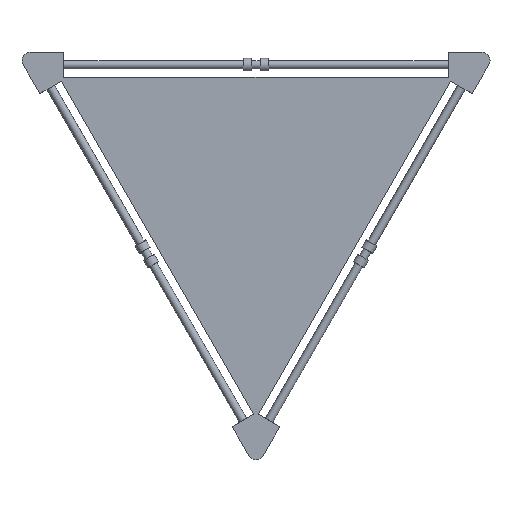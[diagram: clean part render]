
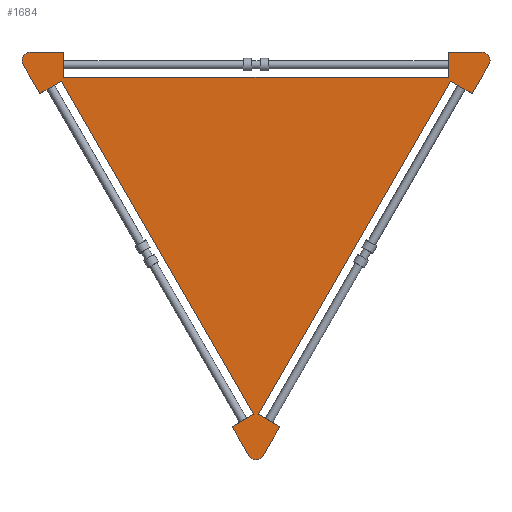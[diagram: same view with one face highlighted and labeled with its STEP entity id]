
A CAD part, front view. The second image highlights one B-rep face of the part: STEP entity #1684.
In plain terms, the highlighted planar face has unit normal (0, -1, 0).
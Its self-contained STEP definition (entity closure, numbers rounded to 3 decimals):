
#6 = CARTESIAN_POINT ( 'NONE',  ( -28.66, 0., -449.19 ) ) ;
#21 = CARTESIAN_POINT ( 'NONE',  ( 8.66, 0., -483.831 ) ) ;
#77 = VECTOR ( 'NONE', #2292, 1000. ) ;
#85 = DIRECTION ( 'NONE',  ( 0., 0., 1. ) ) ;
#98 = CARTESIAN_POINT ( 'NONE',  ( 230.679, 0., 0. ) ) ;
#101 = CARTESIAN_POINT ( 'NONE',  ( -233.359, 0., -34.641 ) ) ;
#143 = VERTEX_POINT ( 'NONE', #101 ) ;
#153 = EDGE_CURVE ( 'NONE', #1152, #364, #732, .T. ) ;
#168 = AXIS2_PLACEMENT_3D ( 'NONE', #590, #2678, #396 ) ;
#194 = LINE ( 'NONE', #1667, #77 ) ;
#198 = EDGE_CURVE ( 'NONE', #2650, #1402, #1339, .T. ) ;
#204 = DIRECTION ( 'NONE',  ( -0.5, 0., -0.866 ) ) ;
#206 = EDGE_CURVE ( 'NONE', #2510, #429, #2163, .T. ) ;
#291 = ORIENTED_EDGE ( 'NONE', *, *, #153, .F. ) ;
#292 = VECTOR ( 'NONE', #1509, 1000. ) ;
#302 = CARTESIAN_POINT ( 'NONE',  ( -270.679, 0., 0. ) ) ;
#323 = VERTEX_POINT ( 'NONE', #788 ) ;
#327 = CARTESIAN_POINT ( 'NONE',  ( -270.679, 0., 0. ) ) ;
#350 = ORIENTED_EDGE ( 'NONE', *, *, #1555, .F. ) ;
#355 = EDGE_CURVE ( 'NONE', #2482, #869, #2290, .T. ) ;
#364 = VERTEX_POINT ( 'NONE', #6 ) ;
#379 = DIRECTION ( 'NONE',  ( -0.866, 0., -0.5 ) ) ;
#396 = DIRECTION ( 'NONE',  ( 0., 0., -1. ) ) ;
#418 = VECTOR ( 'NONE', #986, 1000. ) ;
#421 = LINE ( 'NONE', #1247, #860 ) ;
#429 = VERTEX_POINT ( 'NONE', #870 ) ;
#434 = DIRECTION ( 'NONE',  ( 0.5, 0., 0.866 ) ) ;
#465 = CARTESIAN_POINT ( 'NONE',  ( 2.679, 0., -434.19 ) ) ;
#474 = AXIS2_PLACEMENT_3D ( 'NONE', #2559, #879, #852 ) ;
#509 = VERTEX_POINT ( 'NONE', #302 ) ;
#524 = CARTESIAN_POINT ( 'NONE',  ( 259.34, 0., -49.641 ) ) ;
#548 = CARTESIAN_POINT ( 'NONE',  ( 0., 0., -488.831 ) ) ;
#553 = EDGE_LOOP ( 'NONE', ( #1585, #1769, #845, #2331, #350, #572, #1660, #1470, #1311, #1237, #1143, #2463, #967, #2669, #1196, #291, #2565, #1877, #1236 ) ) ;
#554 = EDGE_CURVE ( 'NONE', #716, #1848, #679, .T. ) ;
#565 = CIRCLE ( 'NONE', #2533, 10. ) ;
#572 = ORIENTED_EDGE ( 'NONE', *, *, #1830, .F. ) ;
#577 = CARTESIAN_POINT ( 'NONE',  ( -2.679, 0., -434.19 ) ) ;
#590 = CARTESIAN_POINT ( 'NONE',  ( 270.679, 0., -10. ) ) ;
#634 = CARTESIAN_POINT ( 'NONE',  ( 0., 0., -478.831 ) ) ;
#679 = LINE ( 'NONE', #524, #292 ) ;
#688 = LINE ( 'NONE', #2189, #2232 ) ;
#716 = VERTEX_POINT ( 'NONE', #1409 ) ;
#725 = LINE ( 'NONE', #1157, #1790 ) ;
#727 = VERTEX_POINT ( 'NONE', #577 ) ;
#730 = CARTESIAN_POINT ( 'NONE',  ( 230.679, 0., -30. ) ) ;
#732 = LINE ( 'NONE', #1988, #1594 ) ;
#745 = LINE ( 'NONE', #327, #1786 ) ;
#751 = VERTEX_POINT ( 'NONE', #1177 ) ;
#755 = DIRECTION ( 'NONE',  ( 1., 0., 0. ) ) ;
#785 = EDGE_CURVE ( 'NONE', #323, #1848, #1450, .T. ) ;
#788 = CARTESIAN_POINT ( 'NONE',  ( 279.34, 0., -15. ) ) ;
#795 = CARTESIAN_POINT ( 'NONE',  ( -259.34, 0., -49.641 ) ) ;
#845 = ORIENTED_EDGE ( 'NONE', *, *, #554, .T. ) ;
#852 = DIRECTION ( 'NONE',  ( 0., 0., -1. ) ) ;
#860 = VECTOR ( 'NONE', #204, 1000. ) ;
#867 = LINE ( 'NONE', #907, #2186 ) ;
#869 = VERTEX_POINT ( 'NONE', #465 ) ;
#870 = CARTESIAN_POINT ( 'NONE',  ( -230.679, 0., -30. ) ) ;
#879 = DIRECTION ( 'NONE',  ( 0., -1., 0. ) ) ;
#907 = CARTESIAN_POINT ( 'NONE',  ( -8.66, 0., -483.831 ) ) ;
#967 = ORIENTED_EDGE ( 'NONE', *, *, #1532, .T. ) ;
#986 = DIRECTION ( 'NONE',  ( -1., 0., 0. ) ) ;
#1110 = FACE_OUTER_BOUND ( 'NONE', #553, .T. ) ;
#1118 = EDGE_CURVE ( 'NONE', #2482, #2650, #421, .T. ) ;
#1143 = ORIENTED_EDGE ( 'NONE', *, *, #2514, .F. ) ;
#1152 = VERTEX_POINT ( 'NONE', #2501 ) ;
#1157 = CARTESIAN_POINT ( 'NONE',  ( -270.679, 0., 0. ) ) ;
#1159 = LINE ( 'NONE', #98, #2404 ) ;
#1177 = CARTESIAN_POINT ( 'NONE',  ( 270.679, 0., 0. ) ) ;
#1188 = CARTESIAN_POINT ( 'NONE',  ( 259.34, 0., -49.641 ) ) ;
#1196 = ORIENTED_EDGE ( 'NONE', *, *, #1575, .T. ) ;
#1236 = ORIENTED_EDGE ( 'NONE', *, *, #1118, .F. ) ;
#1237 = ORIENTED_EDGE ( 'NONE', *, *, #1447, .F. ) ;
#1247 = CARTESIAN_POINT ( 'NONE',  ( 8.66, 0., -483.831 ) ) ;
#1255 = CARTESIAN_POINT ( 'NONE',  ( 230.679, 0., 0. ) ) ;
#1279 = CARTESIAN_POINT ( 'NONE',  ( 233.359, 0., -34.641 ) ) ;
#1292 = VECTOR ( 'NONE', #2093, 1000. ) ;
#1311 = ORIENTED_EDGE ( 'NONE', *, *, #2062, .T. ) ;
#1316 = VERTEX_POINT ( 'NONE', #2562 ) ;
#1339 = CIRCLE ( 'NONE', #1640, 10. ) ;
#1349 = VECTOR ( 'NONE', #1649, 1000. ) ;
#1386 = VECTOR ( 'NONE', #1962, 1000. ) ;
#1402 = VERTEX_POINT ( 'NONE', #548 ) ;
#1409 = CARTESIAN_POINT ( 'NONE',  ( 233.359, 0., -34.641 ) ) ;
#1437 = VECTOR ( 'NONE', #379, 1000. ) ;
#1447 = EDGE_CURVE ( 'NONE', #509, #1316, #745, .T. ) ;
#1450 = LINE ( 'NONE', #2287, #1386 ) ;
#1457 = EDGE_CURVE ( 'NONE', #1513, #2510, #1159, .T. ) ;
#1470 = ORIENTED_EDGE ( 'NONE', *, *, #206, .T. ) ;
#1473 = PLANE ( 'NONE',  #474 ) ;
#1506 = LINE ( 'NONE', #1279, #1911 ) ;
#1509 = DIRECTION ( 'NONE',  ( 0.866, 0., -0.5 ) ) ;
#1513 = VERTEX_POINT ( 'NONE', #1255 ) ;
#1524 = CARTESIAN_POINT ( 'NONE',  ( -279.34, 0., -15. ) ) ;
#1529 = DIRECTION ( 'NONE',  ( 0., 1., 0. ) ) ;
#1532 = EDGE_CURVE ( 'NONE', #2342, #143, #2480, .T. ) ;
#1555 = EDGE_CURVE ( 'NONE', #751, #323, #2050, .T. ) ;
#1575 = EDGE_CURVE ( 'NONE', #727, #364, #2258, .T. ) ;
#1585 = ORIENTED_EDGE ( 'NONE', *, *, #355, .T. ) ;
#1594 = VECTOR ( 'NONE', #2430, 1000. ) ;
#1600 = CIRCLE ( 'NONE', #2446, 10. ) ;
#1610 = CARTESIAN_POINT ( 'NONE',  ( 230.679, 0., -30. ) ) ;
#1618 = CARTESIAN_POINT ( 'NONE',  ( -2.679, 0., -434.19 ) ) ;
#1640 = AXIS2_PLACEMENT_3D ( 'NONE', #2583, #1529, #2371 ) ;
#1647 = EDGE_CURVE ( 'NONE', #2342, #1673, #867, .T. ) ;
#1649 = DIRECTION ( 'NONE',  ( 0.866, 0., 0.5 ) ) ;
#1660 = ORIENTED_EDGE ( 'NONE', *, *, #1457, .T. ) ;
#1667 = CARTESIAN_POINT ( 'NONE',  ( -233.359, 0., -34.641 ) ) ;
#1673 = VERTEX_POINT ( 'NONE', #1524 ) ;
#1682 = EDGE_CURVE ( 'NONE', #869, #716, #1506, .T. ) ;
#1684 = ADVANCED_FACE ( 'NONE', ( #1110 ), #1473, .T. ) ;
#1764 = CARTESIAN_POINT ( 'NONE',  ( 28.66, 0., -449.19 ) ) ;
#1769 = ORIENTED_EDGE ( 'NONE', *, *, #1682, .T. ) ;
#1786 = VECTOR ( 'NONE', #755, 1000. ) ;
#1790 = VECTOR ( 'NONE', #2636, 1000. ) ;
#1830 = EDGE_CURVE ( 'NONE', #1513, #751, #725, .T. ) ;
#1848 = VERTEX_POINT ( 'NONE', #1188 ) ;
#1861 = DIRECTION ( 'NONE',  ( 0., 0., 1. ) ) ;
#1877 = ORIENTED_EDGE ( 'NONE', *, *, #198, .F. ) ;
#1907 = DIRECTION ( 'NONE',  ( -0.5, 0., 0.866 ) ) ;
#1909 = CARTESIAN_POINT ( 'NONE',  ( 2.679, 0., -434.19 ) ) ;
#1911 = VECTOR ( 'NONE', #434, 1000. ) ;
#1962 = DIRECTION ( 'NONE',  ( -0.5, 0., -0.866 ) ) ;
#1988 = CARTESIAN_POINT ( 'NONE',  ( -8.66, 0., -483.831 ) ) ;
#1998 = DIRECTION ( 'NONE',  ( 0., 0., -1. ) ) ;
#2050 = CIRCLE ( 'NONE', #168, 10. ) ;
#2062 = EDGE_CURVE ( 'NONE', #429, #1316, #688, .T. ) ;
#2093 = DIRECTION ( 'NONE',  ( -0.866, 0., 0.5 ) ) ;
#2135 = CARTESIAN_POINT ( 'NONE',  ( -270.679, 0., -10. ) ) ;
#2149 = DIRECTION ( 'NONE',  ( 0., 1., 0. ) ) ;
#2163 = LINE ( 'NONE', #1610, #418 ) ;
#2165 = DIRECTION ( 'NONE',  ( 0., 0., 1. ) ) ;
#2186 = VECTOR ( 'NONE', #1907, 1000. ) ;
#2189 = CARTESIAN_POINT ( 'NONE',  ( -230.679, 0., 0. ) ) ;
#2232 = VECTOR ( 'NONE', #2165, 1000. ) ;
#2258 = LINE ( 'NONE', #1618, #1437 ) ;
#2287 = CARTESIAN_POINT ( 'NONE',  ( 8.66, 0., -483.831 ) ) ;
#2290 = LINE ( 'NONE', #1909, #1292 ) ;
#2292 = DIRECTION ( 'NONE',  ( 0.5, 0., -0.866 ) ) ;
#2327 = EDGE_CURVE ( 'NONE', #143, #727, #194, .T. ) ;
#2331 = ORIENTED_EDGE ( 'NONE', *, *, #785, .F. ) ;
#2342 = VERTEX_POINT ( 'NONE', #2485 ) ;
#2371 = DIRECTION ( 'NONE',  ( 0., 0., 1. ) ) ;
#2404 = VECTOR ( 'NONE', #1998, 1000. ) ;
#2430 = DIRECTION ( 'NONE',  ( -0.5, 0., 0.866 ) ) ;
#2446 = AXIS2_PLACEMENT_3D ( 'NONE', #2135, #2149, #85 ) ;
#2463 = ORIENTED_EDGE ( 'NONE', *, *, #1647, .F. ) ;
#2480 = LINE ( 'NONE', #795, #1349 ) ;
#2482 = VERTEX_POINT ( 'NONE', #1764 ) ;
#2485 = CARTESIAN_POINT ( 'NONE',  ( -259.34, 0., -49.641 ) ) ;
#2501 = CARTESIAN_POINT ( 'NONE',  ( -8.66, 0., -483.831 ) ) ;
#2510 = VERTEX_POINT ( 'NONE', #730 ) ;
#2514 = EDGE_CURVE ( 'NONE', #1673, #509, #1600, .T. ) ;
#2516 = DIRECTION ( 'NONE',  ( 0., 1., 0. ) ) ;
#2533 = AXIS2_PLACEMENT_3D ( 'NONE', #634, #2516, #1861 ) ;
#2559 = CARTESIAN_POINT ( 'NONE',  ( 270.679, 0., -10. ) ) ;
#2562 = CARTESIAN_POINT ( 'NONE',  ( -230.679, 0., 0. ) ) ;
#2565 = ORIENTED_EDGE ( 'NONE', *, *, #2699, .F. ) ;
#2583 = CARTESIAN_POINT ( 'NONE',  ( 0., 0., -478.831 ) ) ;
#2636 = DIRECTION ( 'NONE',  ( 1., 0., 0. ) ) ;
#2650 = VERTEX_POINT ( 'NONE', #21 ) ;
#2669 = ORIENTED_EDGE ( 'NONE', *, *, #2327, .T. ) ;
#2678 = DIRECTION ( 'NONE',  ( 0., 1., 0. ) ) ;
#2699 = EDGE_CURVE ( 'NONE', #1402, #1152, #565, .T. ) ;
